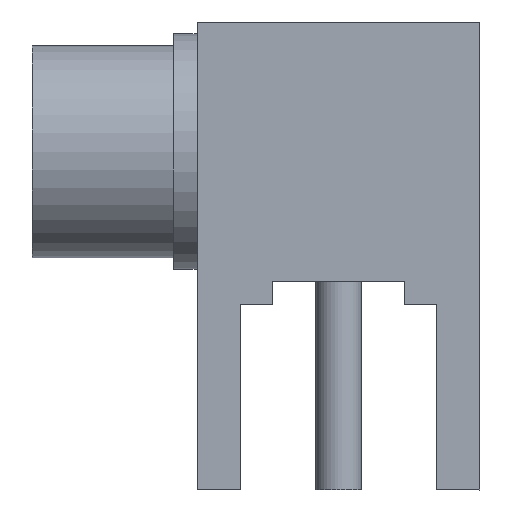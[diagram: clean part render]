
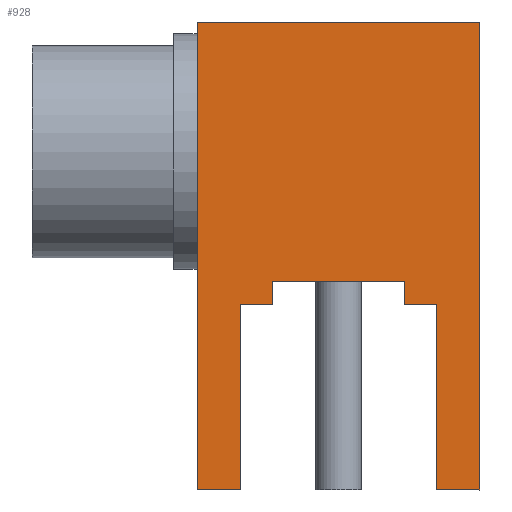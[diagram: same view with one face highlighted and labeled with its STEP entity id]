
A CAD part, front view. The second image highlights one B-rep face of the part: STEP entity #928.
In plain terms, the highlighted planar face has unit normal (0, -1, 0).
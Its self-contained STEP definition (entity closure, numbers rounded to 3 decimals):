
#15 = LINE ( 'NONE', #1951, #1569 ) ;
#36 = PLANE ( 'NONE',  #370 ) ;
#43 = VECTOR ( 'NONE', #345, 1000. ) ;
#46 = DIRECTION ( 'NONE',  ( 0., -1., 0. ) ) ;
#52 = CARTESIAN_POINT ( 'NONE',  ( 1369.478, 655.273, -7.18 ) ) ;
#93 = DIRECTION ( 'NONE',  ( 0., 0., 1. ) ) ;
#95 = CARTESIAN_POINT ( 'NONE',  ( 1363.478, 655.273, 2.75 ) ) ;
#100 = CARTESIAN_POINT ( 'NONE',  ( 1369.478, 655.273, 2.75 ) ) ;
#118 = DIRECTION ( 'NONE',  ( 1., 0., 0. ) ) ;
#120 = ORIENTED_EDGE ( 'NONE', *, *, #405, .T. ) ;
#137 = LINE ( 'NONE', #1982, #1282 ) ;
#139 = DIRECTION ( 'NONE',  ( 1., 0., 0. ) ) ;
#150 = CARTESIAN_POINT ( 'NONE',  ( 1367.878, 655.273, -2.75 ) ) ;
#185 = ORIENTED_EDGE ( 'NONE', *, *, #319, .F. ) ;
#191 = ORIENTED_EDGE ( 'NONE', *, *, #610, .T. ) ;
#197 = DIRECTION ( 'NONE',  ( 0., 0., 1. ) ) ;
#254 = DIRECTION ( 'NONE',  ( 0., 0., -1. ) ) ;
#277 = CARTESIAN_POINT ( 'NONE',  ( 1363.478, 655.273, -7.18 ) ) ;
#279 = DIRECTION ( 'NONE',  ( 1., 0., 0. ) ) ;
#287 = FACE_OUTER_BOUND ( 'NONE', #1764, .T. ) ;
#319 = EDGE_CURVE ( 'NONE', #576, #367, #1612, .T. ) ;
#343 = DIRECTION ( 'NONE',  ( 0., 0., -1. ) ) ;
#345 = DIRECTION ( 'NONE',  ( 1., 0., 0. ) ) ;
#346 = EDGE_CURVE ( 'NONE', #503, #1807, #1203, .T. ) ;
#356 = CARTESIAN_POINT ( 'NONE',  ( 1367.878, 655.273, -3.24 ) ) ;
#357 = EDGE_CURVE ( 'NONE', #504, #911, #15, .T. ) ;
#367 = VERTEX_POINT ( 'NONE', #100 ) ;
#370 = AXIS2_PLACEMENT_3D ( 'NONE', #516, #46, #1126 ) ;
#387 = VECTOR ( 'NONE', #254, 1000. ) ;
#405 = EDGE_CURVE ( 'NONE', #1867, #367, #1107, .T. ) ;
#409 = CARTESIAN_POINT ( 'NONE',  ( 1367.878, 655.273, -3.24 ) ) ;
#429 = CARTESIAN_POINT ( 'NONE',  ( 1364.398, 655.273, -3.24 ) ) ;
#437 = VERTEX_POINT ( 'NONE', #606 ) ;
#462 = ORIENTED_EDGE ( 'NONE', *, *, #346, .F. ) ;
#485 = VECTOR ( 'NONE', #1175, 1000. ) ;
#503 = VERTEX_POINT ( 'NONE', #1287 ) ;
#504 = VERTEX_POINT ( 'NONE', #356 ) ;
#516 = CARTESIAN_POINT ( 'NONE',  ( 1366.478, 655.273, -10.499 ) ) ;
#576 = VERTEX_POINT ( 'NONE', #1447 ) ;
#604 = VERTEX_POINT ( 'NONE', #658 ) ;
#606 = CARTESIAN_POINT ( 'NONE',  ( 1364.398, 655.273, -7.18 ) ) ;
#610 = EDGE_CURVE ( 'NONE', #503, #1124, #1591, .T. ) ;
#639 = VECTOR ( 'NONE', #93, 1000. ) ;
#658 = CARTESIAN_POINT ( 'NONE',  ( 1364.398, 655.273, -3.24 ) ) ;
#661 = VECTOR ( 'NONE', #197, 1000. ) ;
#669 = CARTESIAN_POINT ( 'NONE',  ( 1364.398, 655.273, -7.18 ) ) ;
#694 = DIRECTION ( 'NONE',  ( 0., 0., 1. ) ) ;
#700 = EDGE_CURVE ( 'NONE', #504, #1124, #1456, .T. ) ;
#707 = VECTOR ( 'NONE', #694, 1000. ) ;
#739 = ORIENTED_EDGE ( 'NONE', *, *, #700, .F. ) ;
#801 = LINE ( 'NONE', #429, #1201 ) ;
#857 = EDGE_CURVE ( 'NONE', #604, #1807, #801, .T. ) ;
#871 = VERTEX_POINT ( 'NONE', #1668 ) ;
#895 = CARTESIAN_POINT ( 'NONE',  ( 1365.078, 655.273, -2.75 ) ) ;
#911 = VERTEX_POINT ( 'NONE', #1735 ) ;
#914 = EDGE_CURVE ( 'NONE', #437, #604, #1881, .T. ) ;
#928 = ADVANCED_FACE ( 'NONE', ( #287 ), #36, .T. ) ;
#974 = ORIENTED_EDGE ( 'NONE', *, *, #1798, .T. ) ;
#1010 = VECTOR ( 'NONE', #118, 1000. ) ;
#1035 = LINE ( 'NONE', #1852, #1761 ) ;
#1058 = LINE ( 'NONE', #277, #1010 ) ;
#1080 = CARTESIAN_POINT ( 'NONE',  ( 1363.478, 655.273, -7.18 ) ) ;
#1107 = LINE ( 'NONE', #1184, #707 ) ;
#1124 = VERTEX_POINT ( 'NONE', #150 ) ;
#1126 = DIRECTION ( 'NONE',  ( 0.707, 0., 0.707 ) ) ;
#1149 = VERTEX_POINT ( 'NONE', #1080 ) ;
#1175 = DIRECTION ( 'NONE',  ( 1., 0., 0. ) ) ;
#1184 = CARTESIAN_POINT ( 'NONE',  ( 1369.478, 655.273, -7.18 ) ) ;
#1201 = VECTOR ( 'NONE', #279, 1000. ) ;
#1203 = LINE ( 'NONE', #895, #387 ) ;
#1216 = ORIENTED_EDGE ( 'NONE', *, *, #857, .T. ) ;
#1241 = DIRECTION ( 'NONE',  ( 0., 0., 1. ) ) ;
#1247 = ORIENTED_EDGE ( 'NONE', *, *, #357, .T. ) ;
#1248 = EDGE_CURVE ( 'NONE', #1149, #576, #1035, .T. ) ;
#1266 = CARTESIAN_POINT ( 'NONE',  ( 1368.558, 655.273, -3.24 ) ) ;
#1268 = CARTESIAN_POINT ( 'NONE',  ( 1365.078, 655.273, -2.75 ) ) ;
#1282 = VECTOR ( 'NONE', #139, 1000. ) ;
#1287 = CARTESIAN_POINT ( 'NONE',  ( 1365.078, 655.273, -2.75 ) ) ;
#1429 = CARTESIAN_POINT ( 'NONE',  ( 1365.078, 655.273, -3.24 ) ) ;
#1447 = CARTESIAN_POINT ( 'NONE',  ( 1363.478, 655.273, 2.75 ) ) ;
#1450 = LINE ( 'NONE', #1266, #1757 ) ;
#1456 = LINE ( 'NONE', #409, #639 ) ;
#1496 = EDGE_CURVE ( 'NONE', #1149, #437, #1058, .T. ) ;
#1556 = EDGE_CURVE ( 'NONE', #871, #1867, #137, .T. ) ;
#1569 = VECTOR ( 'NONE', #1793, 1000. ) ;
#1591 = LINE ( 'NONE', #1268, #43 ) ;
#1612 = LINE ( 'NONE', #95, #485 ) ;
#1668 = CARTESIAN_POINT ( 'NONE',  ( 1368.558, 655.273, -7.18 ) ) ;
#1680 = ORIENTED_EDGE ( 'NONE', *, *, #1248, .F. ) ;
#1705 = ORIENTED_EDGE ( 'NONE', *, *, #914, .T. ) ;
#1713 = ORIENTED_EDGE ( 'NONE', *, *, #1496, .T. ) ;
#1735 = CARTESIAN_POINT ( 'NONE',  ( 1368.558, 655.273, -3.24 ) ) ;
#1757 = VECTOR ( 'NONE', #343, 1000. ) ;
#1761 = VECTOR ( 'NONE', #1241, 1000. ) ;
#1764 = EDGE_LOOP ( 'NONE', ( #120, #185, #1680, #1713, #1705, #1216, #462, #191, #739, #1247, #974, #1843 ) ) ;
#1793 = DIRECTION ( 'NONE',  ( 1., 0., 0. ) ) ;
#1798 = EDGE_CURVE ( 'NONE', #911, #871, #1450, .T. ) ;
#1807 = VERTEX_POINT ( 'NONE', #1429 ) ;
#1843 = ORIENTED_EDGE ( 'NONE', *, *, #1556, .T. ) ;
#1852 = CARTESIAN_POINT ( 'NONE',  ( 1363.478, 655.273, -7.18 ) ) ;
#1867 = VERTEX_POINT ( 'NONE', #52 ) ;
#1881 = LINE ( 'NONE', #669, #661 ) ;
#1951 = CARTESIAN_POINT ( 'NONE',  ( 1367.878, 655.273, -3.24 ) ) ;
#1982 = CARTESIAN_POINT ( 'NONE',  ( 1368.558, 655.273, -7.18 ) ) ;
